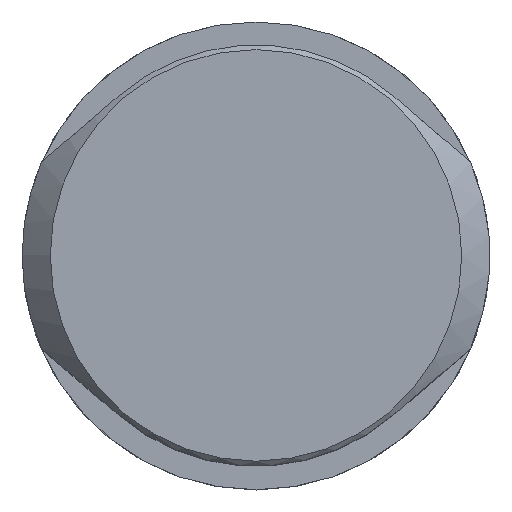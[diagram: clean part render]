
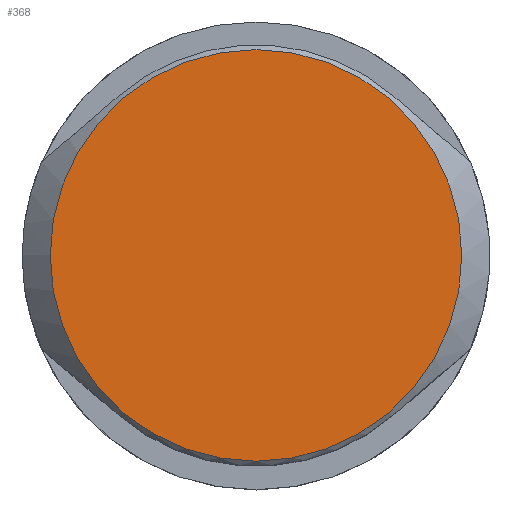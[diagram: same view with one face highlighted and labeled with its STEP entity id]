
A CAD part, top view. The second image highlights one B-rep face of the part: STEP entity #368.
In plain terms, the highlighted planar face has unit normal (0, 0, 1).
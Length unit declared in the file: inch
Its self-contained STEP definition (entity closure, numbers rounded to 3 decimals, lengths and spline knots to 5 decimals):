
#35=PLANE('',#420);
#51=FACE_OUTER_BOUND('',#76,.T.);
#76=EDGE_LOOP('',(#304));
#141=CIRCLE('',#408,0.22);
#173=VERTEX_POINT('',#606);
#209=EDGE_CURVE('',#173,#173,#141,.T.);
#304=ORIENTED_EDGE('',*,*,#209,.F.);
#368=ADVANCED_FACE('',(#51),#35,.T.);
#408=AXIS2_PLACEMENT_3D('',#607,#481,#482);
#420=AXIS2_PLACEMENT_3D('',#648,#514,#515);
#481=DIRECTION('center_axis',(0.,0.,
-1.));
#482=DIRECTION('ref_axis',(1.,0.,0.));
#514=DIRECTION('center_axis',(0.,0.,
1.));
#515=DIRECTION('ref_axis',(1.,0.,0.));
#606=CARTESIAN_POINT('',(-0.22,0.,0.95));
#607=CARTESIAN_POINT('Origin',(0.,0.,
0.95));
#648=CARTESIAN_POINT('Origin',(0.,0.,
0.95));
